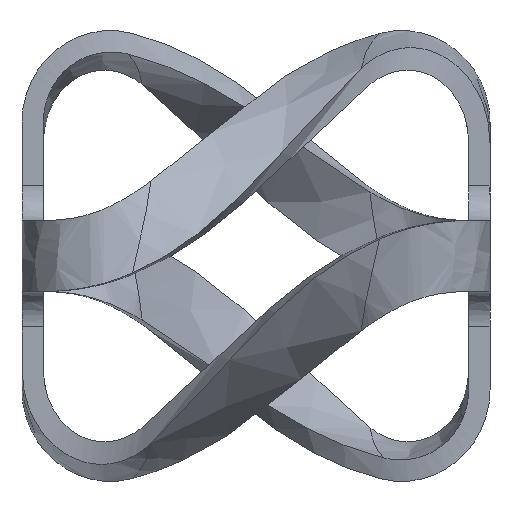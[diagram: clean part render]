
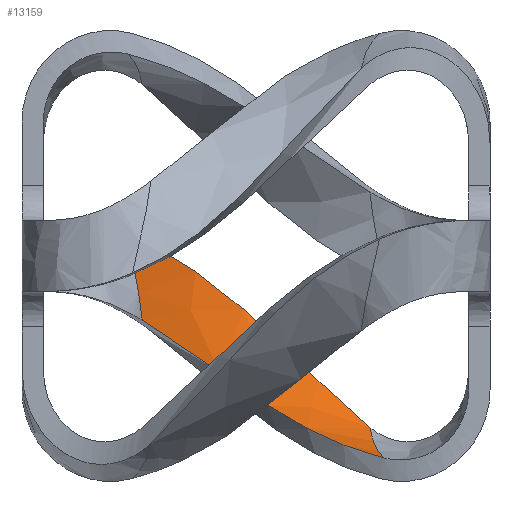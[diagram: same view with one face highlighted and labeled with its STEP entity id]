
A CAD part, left-side view. The second image highlights one B-rep face of the part: STEP entity #13159.
In plain terms, the highlighted free-form (B-spline) face has degree [1, 3] with [2, 18] control points.
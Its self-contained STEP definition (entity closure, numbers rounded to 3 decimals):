
#1798 = VERTEX_POINT('',#1799);
#1799 = CARTESIAN_POINT('',(25.152,16.694,
    -9.397));
#1836 = EDGE_CURVE('',#1837,#1798,#1839,.T.);
#1837 = VERTEX_POINT('',#1838);
#1838 = CARTESIAN_POINT('',(-2.953,-18.743,
    -29.637));
#1839 = B_SPLINE_CURVE_WITH_KNOTS('',3,(#1840,#1841,#1842,#1843,#1844,
    #1845,#1846,#1847,#1848,#1849,#1850,#1851,#1852,#1853,#1854,#1855),
  .UNSPECIFIED.,.F.,.F.,(4,2,2,2,2,2,2,4),(0.26,0.334
    ,0.407,0.481,0.555,0.703,
    0.776,0.85),.UNSPECIFIED.);
#1840 = CARTESIAN_POINT('',(-2.953,-18.743,
    -29.637));
#1841 = CARTESIAN_POINT('',(-2.25,-16.838,
    -29.146));
#1842 = CARTESIAN_POINT('',(-1.4,-15.007,
    -28.554));
#1843 = CARTESIAN_POINT('',(0.524,-11.486,
    -27.205));
#1844 = CARTESIAN_POINT('',(1.598,-9.798,-26.447
    ));
#1845 = CARTESIAN_POINT('',(3.896,-6.551,
    -24.808));
#1846 = CARTESIAN_POINT('',(5.121,-4.993,
    -23.927));
#1847 = CARTESIAN_POINT('',(7.653,-1.981,
    -22.086));
#1848 = CARTESIAN_POINT('',(8.961,-0.528,
    -21.127));
#1849 = CARTESIAN_POINT('',(12.924,3.716,
    -18.21));
#1850 = CARTESIAN_POINT('',(15.617,6.392,
    -16.215));
#1851 = CARTESIAN_POINT('',(19.435,10.306,
    -13.441));
#1852 = CARTESIAN_POINT('',(20.671,11.593,
    -12.553));
#1853 = CARTESIAN_POINT('',(23.018,14.15,
    -10.885));
#1854 = CARTESIAN_POINT('',(24.13,15.42,
    -10.107));
#1855 = CARTESIAN_POINT('',(25.152,16.694,
    -9.397));
#8057 = VERTEX_POINT('',#8058);
#8058 = CARTESIAN_POINT('',(29.637,18.743,
    2.953));
#8087 = EDGE_CURVE('',#8088,#8057,#8090,.T.);
#8088 = VERTEX_POINT('',#8089);
#8089 = CARTESIAN_POINT('',(9.397,-16.694,
    -25.151));
#8090 = B_SPLINE_CURVE_WITH_KNOTS('',3,(#8091,#8092,#8093,#8094,#8095,
    #8096,#8097,#8098,#8099,#8100,#8101,#8102),.UNSPECIFIED.,.F.,.F.,(4,
    2,2,2,2,4),(0.26,0.375,0.5,0.625,0.75,0.85),
  .UNSPECIFIED.);
#8091 = CARTESIAN_POINT('',(9.397,-16.694,
    -25.151));
#8092 = CARTESIAN_POINT('',(10.505,-14.705,
    -23.557));
#8093 = CARTESIAN_POINT('',(11.782,-12.725,
    -21.743));
#8094 = CARTESIAN_POINT('',(14.677,-8.523,
    -17.722));
#8095 = CARTESIAN_POINT('',(16.313,-6.299,
    -15.493));
#8096 = CARTESIAN_POINT('',(19.625,-1.681,
    -11.001));
#8097 = CARTESIAN_POINT('',(21.298,0.713,
    -8.735));
#8098 = CARTESIAN_POINT('',(24.429,5.795,
    -4.432));
#8099 = CARTESIAN_POINT('',(25.886,8.488,
    -2.393));
#8100 = CARTESIAN_POINT('',(28.117,13.705,
    0.772));
#8101 = CARTESIAN_POINT('',(28.97,16.158,
    1.997));
#8102 = CARTESIAN_POINT('',(29.637,18.743,
    2.953));
#13159 = ADVANCED_FACE('',(#13160),#13190,.T.);
#13160 = FACE_BOUND('',#13161,.T.);
#13161 = EDGE_LOOP('',(#13162,#13163,#13176,#13177));
#13162 = ORIENTED_EDGE('',*,*,#8087,.T.);
#13163 = ORIENTED_EDGE('',*,*,#13164,.F.);
#13164 = EDGE_CURVE('',#1798,#8057,#13165,.T.);
#13165 = B_SPLINE_CURVE_WITH_KNOTS('',3,(#13166,#13167,#13168,#13169,
    #13170,#13171,#13172,#13173,#13174,#13175),.UNSPECIFIED.,.F.,.F.,(4,
    2,2,2,4),(0.,0.003,0.006,
    0.01,0.013),.UNSPECIFIED.);
#13166 = CARTESIAN_POINT('',(25.152,16.694,
    -9.397));
#13167 = CARTESIAN_POINT('',(25.725,16.786,
    -8.445));
#13168 = CARTESIAN_POINT('',(26.25,16.909,
    -7.467));
#13169 = CARTESIAN_POINT('',(27.197,17.21,
    -5.467));
#13170 = CARTESIAN_POINT('',(27.616,17.386,
    -4.45));
#13171 = CARTESIAN_POINT('',(28.353,17.764,
    -2.384));
#13172 = CARTESIAN_POINT('',(28.671,17.966,
    -1.331));
#13173 = CARTESIAN_POINT('',(29.217,18.364,
    0.794));
#13174 = CARTESIAN_POINT('',(29.444,18.56,
    1.87));
#13175 = CARTESIAN_POINT('',(29.637,18.743,
    2.953));
#13176 = ORIENTED_EDGE('',*,*,#1836,.F.);
#13177 = ORIENTED_EDGE('',*,*,#13178,.F.);
#13178 = EDGE_CURVE('',#8088,#1837,#13179,.T.);
#13179 = B_SPLINE_CURVE_WITH_KNOTS('',3,(#13180,#13181,#13182,#13183,
    #13184,#13185,#13186,#13187,#13188,#13189),.UNSPECIFIED.,.F.,.F.,(4,
    2,2,2,4),(0.,0.003,0.006,
    0.01,0.013),.UNSPECIFIED.);
#13180 = CARTESIAN_POINT('',(9.397,-16.694,
    -25.151));
#13181 = CARTESIAN_POINT('',(8.445,-16.786,
    -25.725));
#13182 = CARTESIAN_POINT('',(7.467,-16.909,
    -26.25));
#13183 = CARTESIAN_POINT('',(5.467,-17.21,
    -27.197));
#13184 = CARTESIAN_POINT('',(4.45,-17.386,
    -27.616));
#13185 = CARTESIAN_POINT('',(2.384,-17.764,
    -28.353));
#13186 = CARTESIAN_POINT('',(1.331,-17.966,
    -28.671));
#13187 = CARTESIAN_POINT('',(-0.794,-18.364,
    -29.217));
#13188 = CARTESIAN_POINT('',(-1.87,-18.56,
    -29.444));
#13189 = CARTESIAN_POINT('',(-2.953,-18.743,
    -29.637));
#13190 = B_SPLINE_SURFACE_WITH_KNOTS('',1,3,(
    (#13191,#13192,#13193,#13194,#13195,#13196,#13197,#13198,#13199
      ,#13200,#13201,#13202,#13203,#13204,#13205,#13206,#13207,#13208)
    ,(#13209,#13210,#13211,#13212,#13213,#13214,#13215,#13216,#13217
      ,#13218,#13219,#13220,#13221,#13222,#13223,#13224,#13225,#13226
  )),.UNSPECIFIED.,.F.,.F.,.F.,(2,2),(4,2,2,2,2,2,2,2,4),(0.,1.),(0.,
    0.125,0.25,0.375,0.5,0.625,0.75,0.875,1.),.UNSPECIFIED.);
#13191 = CARTESIAN_POINT('',(31.216,31.216,
    5.203));
#13192 = CARTESIAN_POINT('',(31.216,27.5,
    5.203));
#13193 = CARTESIAN_POINT('',(30.81,23.991,
    4.632));
#13194 = CARTESIAN_POINT('',(29.384,17.378,
    2.592));
#13195 = CARTESIAN_POINT('',(28.362,14.279,
    1.121));
#13196 = CARTESIAN_POINT('',(25.886,8.488,
    -2.393));
#13197 = CARTESIAN_POINT('',(24.429,5.795,
    -4.432));
#13198 = CARTESIAN_POINT('',(21.298,0.713,
    -8.735));
#13199 = CARTESIAN_POINT('',(19.625,-1.681,
    -11.001));
#13200 = CARTESIAN_POINT('',(16.313,-6.299,
    -15.493));
#13201 = CARTESIAN_POINT('',(14.677,-8.523,
    -17.722));
#13202 = CARTESIAN_POINT('',(11.664,-12.896,
    -21.907));
#13203 = CARTESIAN_POINT('',(10.288,-15.041,
    -23.865));
#13204 = CARTESIAN_POINT('',(7.949,-19.363,
    -27.241));
#13205 = CARTESIAN_POINT('',(6.981,-21.539,
    -28.658));
#13206 = CARTESIAN_POINT('',(5.608,-26.136,
    -30.646));
#13207 = CARTESIAN_POINT('',(5.203,-28.56,
    -31.216));
#13208 = CARTESIAN_POINT('',(5.203,-31.216,
    -31.216));
#13209 = CARTESIAN_POINT('',(31.216,31.216,
    -5.203));
#13210 = CARTESIAN_POINT('',(31.216,28.56,
    -5.203));
#13211 = CARTESIAN_POINT('',(30.646,26.136,
    -5.608));
#13212 = CARTESIAN_POINT('',(28.658,21.539,
    -6.981));
#13213 = CARTESIAN_POINT('',(27.241,19.363,
    -7.949));
#13214 = CARTESIAN_POINT('',(23.865,15.041,
    -10.288));
#13215 = CARTESIAN_POINT('',(21.907,12.896,
    -11.664));
#13216 = CARTESIAN_POINT('',(17.722,8.523,
    -14.677));
#13217 = CARTESIAN_POINT('',(15.493,6.299,
    -16.313));
#13218 = CARTESIAN_POINT('',(11.001,1.681,
    -19.625));
#13219 = CARTESIAN_POINT('',(8.735,-0.713,
    -21.298));
#13220 = CARTESIAN_POINT('',(4.432,-5.795,
    -24.429));
#13221 = CARTESIAN_POINT('',(2.393,-8.488,
    -25.886));
#13222 = CARTESIAN_POINT('',(-1.121,-14.279,
    -28.362));
#13223 = CARTESIAN_POINT('',(-2.592,-17.378,
    -29.384));
#13224 = CARTESIAN_POINT('',(-4.632,-23.991,
    -30.81));
#13225 = CARTESIAN_POINT('',(-5.203,-27.5,
    -31.216));
#13226 = CARTESIAN_POINT('',(-5.203,-31.216,
    -31.216));
